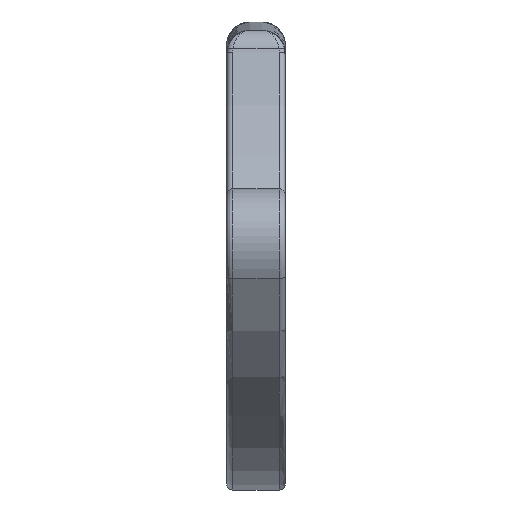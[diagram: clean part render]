
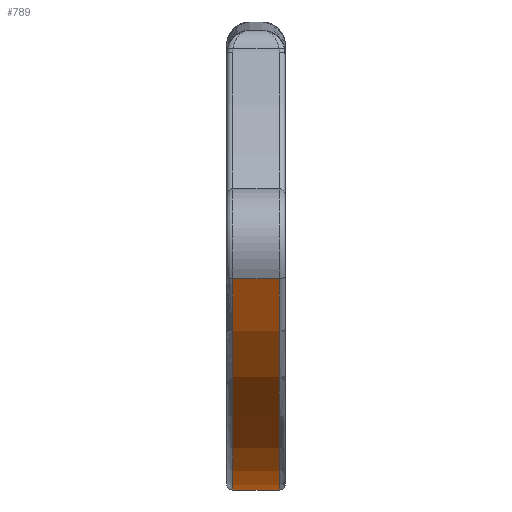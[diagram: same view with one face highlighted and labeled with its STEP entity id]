
A CAD part, left-side view. The second image highlights one B-rep face of the part: STEP entity #789.
In plain terms, the highlighted cylindrical face has radius 429.736 mm (diameter 859.473 mm), a partial arc.
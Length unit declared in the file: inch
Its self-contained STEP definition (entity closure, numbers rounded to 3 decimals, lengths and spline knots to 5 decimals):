
#24 = DIRECTION ( 'NONE',  ( 0., -1., 0. ) ) ;
#32 = DIRECTION ( 'NONE',  ( 0., -1., 0. ) ) ;
#201 = DIRECTION ( 'NONE',  ( 0., 0., 1. ) ) ;
#216 = CARTESIAN_POINT ( 'NONE',  ( -120.78415, -1., -5.64883 ) ) ;
#292 = CIRCLE ( 'NONE', #1776, 16.91876 ) ;
#363 = ORIENTED_EDGE ( 'NONE', *, *, #2557, .F. ) ;
#424 = VERTEX_POINT ( 'NONE', #1253 ) ;
#429 = FACE_OUTER_BOUND ( 'NONE', #1077, .T. ) ;
#436 = CIRCLE ( 'NONE', #882, 16.91876 ) ;
#478 = LINE ( 'NONE', #1248, #2058 ) ;
#551 = EDGE_CURVE ( 'NONE', #424, #1980, #1869, .T. ) ;
#789 = ADVANCED_FACE ( 'NONE', ( #429 ), #2118, .T. ) ;
#882 = AXIS2_PLACEMENT_3D ( 'NONE', #1298, #24, #201 ) ;
#1031 = ORIENTED_EDGE ( 'NONE', *, *, #551, .F. ) ;
#1043 = DIRECTION ( 'NONE',  ( 0., -1., 0. ) ) ;
#1077 = EDGE_LOOP ( 'NONE', ( #2682, #1892, #363, #1031 ) ) ;
#1124 = CARTESIAN_POINT ( 'NONE',  ( -105.83676, 1., 2.27707 ) ) ;
#1194 = CARTESIAN_POINT ( 'NONE',  ( -105.83676, 1., -14.64169 ) ) ;
#1230 = DIRECTION ( 'NONE',  ( 0., -1., 0. ) ) ;
#1248 = CARTESIAN_POINT ( 'NONE',  ( -105.83676, 1.25, -14.64169 ) ) ;
#1251 = VECTOR ( 'NONE', #1563, 39.37008 ) ;
#1253 = CARTESIAN_POINT ( 'NONE',  ( -120.78415, 1., -5.64883 ) ) ;
#1260 = DIRECTION ( 'NONE',  ( 0., 0., -1. ) ) ;
#1275 = EDGE_CURVE ( 'NONE', #424, #1586, #292, .T. ) ;
#1298 = CARTESIAN_POINT ( 'NONE',  ( -105.83676, -1., 2.27707 ) ) ;
#1422 = AXIS2_PLACEMENT_3D ( 'NONE', #1867, #1230, #1260 ) ;
#1508 = DIRECTION ( 'NONE',  ( 0., 0., 1. ) ) ;
#1563 = DIRECTION ( 'NONE',  ( 0., -1., 0. ) ) ;
#1586 = VERTEX_POINT ( 'NONE', #1194 ) ;
#1776 = AXIS2_PLACEMENT_3D ( 'NONE', #1124, #32, #1508 ) ;
#1867 = CARTESIAN_POINT ( 'NONE',  ( -105.83676, 1.25, 2.27707 ) ) ;
#1869 = LINE ( 'NONE', #2301, #1251 ) ;
#1892 = ORIENTED_EDGE ( 'NONE', *, *, #2437, .T. ) ;
#1980 = VERTEX_POINT ( 'NONE', #216 ) ;
#2058 = VECTOR ( 'NONE', #1043, 39.37008 ) ;
#2086 = CARTESIAN_POINT ( 'NONE',  ( -105.83676, -1., -14.64169 ) ) ;
#2118 = CYLINDRICAL_SURFACE ( 'NONE', #1422, 16.91876 ) ;
#2301 = CARTESIAN_POINT ( 'NONE',  ( -120.78415, 1.25, -5.64883 ) ) ;
#2437 = EDGE_CURVE ( 'NONE', #1586, #2615, #478, .T. ) ;
#2557 = EDGE_CURVE ( 'NONE', #1980, #2615, #436, .T. ) ;
#2615 = VERTEX_POINT ( 'NONE', #2086 ) ;
#2682 = ORIENTED_EDGE ( 'NONE', *, *, #1275, .T. ) ;
